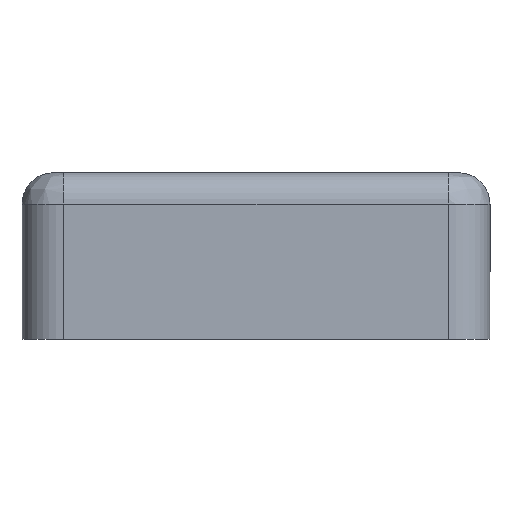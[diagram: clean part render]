
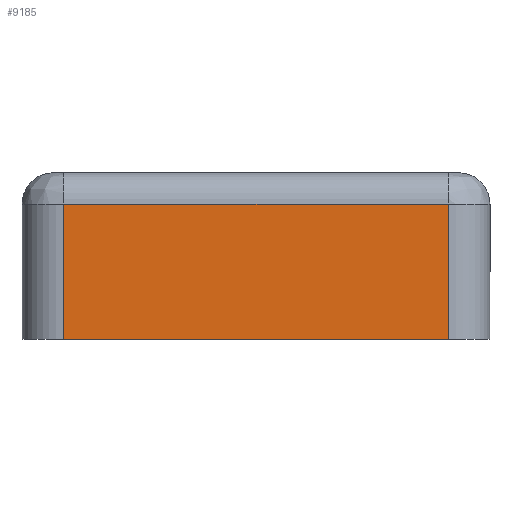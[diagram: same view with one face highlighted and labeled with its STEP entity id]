
A CAD part, left-side view. The second image highlights one B-rep face of the part: STEP entity #9185.
In plain terms, the highlighted planar face has unit normal (-1, 0, 0).
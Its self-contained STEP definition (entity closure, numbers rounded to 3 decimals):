
#74 = ORIENTED_EDGE ( 'NONE', *, *, #8454, .F. ) ;
#272 = CARTESIAN_POINT ( 'NONE',  ( -45., 22.5, 16. ) ) ;
#409 = DIRECTION ( 'NONE',  ( 0., 0., -1. ) ) ;
#564 = VECTOR ( 'NONE', #409, 1000. ) ;
#744 = EDGE_LOOP ( 'NONE', ( #10217, #74, #3672, #8140 ) ) ;
#864 = CARTESIAN_POINT ( 'NONE',  ( -45., 18.5, 16. ) ) ;
#1108 = DIRECTION ( 'NONE',  ( 0., 0., -1. ) ) ;
#1326 = VERTEX_POINT ( 'NONE', #8774 ) ;
#1833 = VECTOR ( 'NONE', #10409, 1000. ) ;
#1891 = VERTEX_POINT ( 'NONE', #2318 ) ;
#1892 = PLANE ( 'NONE',  #4695 ) ;
#2058 = LINE ( 'NONE', #10158, #4200 ) ;
#2318 = CARTESIAN_POINT ( 'NONE',  ( -45., -18.5, 13. ) ) ;
#2588 = CARTESIAN_POINT ( 'NONE',  ( -45., 18.5, 13. ) ) ;
#2719 = LINE ( 'NONE', #5293, #564 ) ;
#2948 = CARTESIAN_POINT ( 'NONE',  ( -45., 22.5, 0. ) ) ;
#3672 = ORIENTED_EDGE ( 'NONE', *, *, #5997, .F. ) ;
#4200 = VECTOR ( 'NONE', #4350, 1000. ) ;
#4350 = DIRECTION ( 'NONE',  ( 0., -1., 0. ) ) ;
#4680 = FACE_OUTER_BOUND ( 'NONE', #744, .T. ) ;
#4695 = AXIS2_PLACEMENT_3D ( 'NONE', #272, #5998, #1108 ) ;
#4925 = DIRECTION ( 'NONE',  ( 0., 0., 1. ) ) ;
#5259 = EDGE_CURVE ( 'NONE', #1891, #8738, #2719, .T. ) ;
#5293 = CARTESIAN_POINT ( 'NONE',  ( -45., -18.5, 16. ) ) ;
#5997 = EDGE_CURVE ( 'NONE', #8738, #1326, #10362, .T. ) ;
#5998 = DIRECTION ( 'NONE',  ( 1., 0., 0. ) ) ;
#7293 = LINE ( 'NONE', #864, #9244 ) ;
#7956 = EDGE_CURVE ( 'NONE', #10368, #1891, #2058, .T. ) ;
#8140 = ORIENTED_EDGE ( 'NONE', *, *, #5259, .F. ) ;
#8454 = EDGE_CURVE ( 'NONE', #1326, #10368, #7293, .T. ) ;
#8738 = VERTEX_POINT ( 'NONE', #9623 ) ;
#8774 = CARTESIAN_POINT ( 'NONE',  ( -45., 18.5, 0. ) ) ;
#9185 = ADVANCED_FACE ( 'NONE', ( #4680 ), #1892, .F. ) ;
#9244 = VECTOR ( 'NONE', #4925, 1000. ) ;
#9623 = CARTESIAN_POINT ( 'NONE',  ( -45., -18.5, 0. ) ) ;
#10158 = CARTESIAN_POINT ( 'NONE',  ( -45., -22.5, 13. ) ) ;
#10217 = ORIENTED_EDGE ( 'NONE', *, *, #7956, .F. ) ;
#10362 = LINE ( 'NONE', #2948, #1833 ) ;
#10368 = VERTEX_POINT ( 'NONE', #2588 ) ;
#10409 = DIRECTION ( 'NONE',  ( 0., 1., 0. ) ) ;
